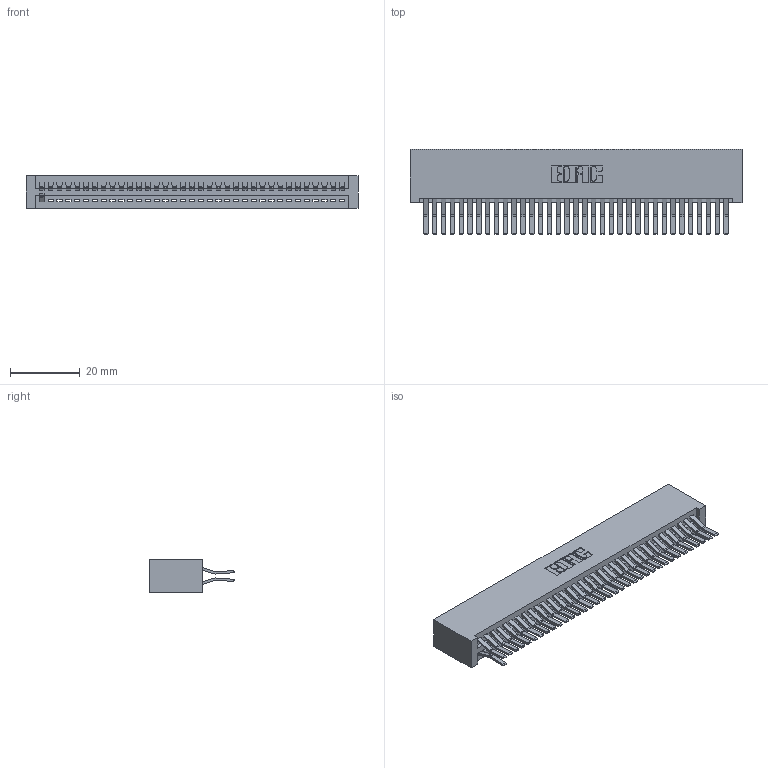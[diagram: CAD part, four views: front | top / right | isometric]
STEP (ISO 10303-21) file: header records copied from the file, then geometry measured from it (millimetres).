
FILE_DESCRIPTION (( 'STEP AP203' ), '1' );
FILE_NAME ('395-070-560-201.STEP', '2018-11-27T03:23:23', ( '' ), ( '' ), 'SwSTEP 2.0', 'SolidWorks 2016', '' );
FILE_SCHEMA (( 'CONFIG_CONTROL_DESIGN' ));
Length unit declared in the file: inch
Products named in the file (3): 345-292-001_560 Tail; 395-070-560-201; 345 Part_No Mounting Lugs
Assembly tree (37 placements, depth 2):
  395-070-560-201
    345 Part_No Mounting Lugs
    345-292-001_560 Tail  x36
Bounding box: 95.5 x 24.45 x 9.4 mm (x, y, z)
Volume: 9757.8 mm3; surface area: 13462.4 mm2
Topology: 37 solids, 37 shells, 2262 faces, 6815 edges, 4494 vertices
Faces by surface type: plane 1502, cylinder 760
Entity records: 27127 total; most frequent: CARTESIAN_POINT 4702, ORIENTED_EDGE 4670, DIRECTION 4115, EDGE_CURVE 2335, LINE 2067, VECTOR 2067, VERTEX_POINT 1554, AXIS2_PLACEMENT_3D 1024
